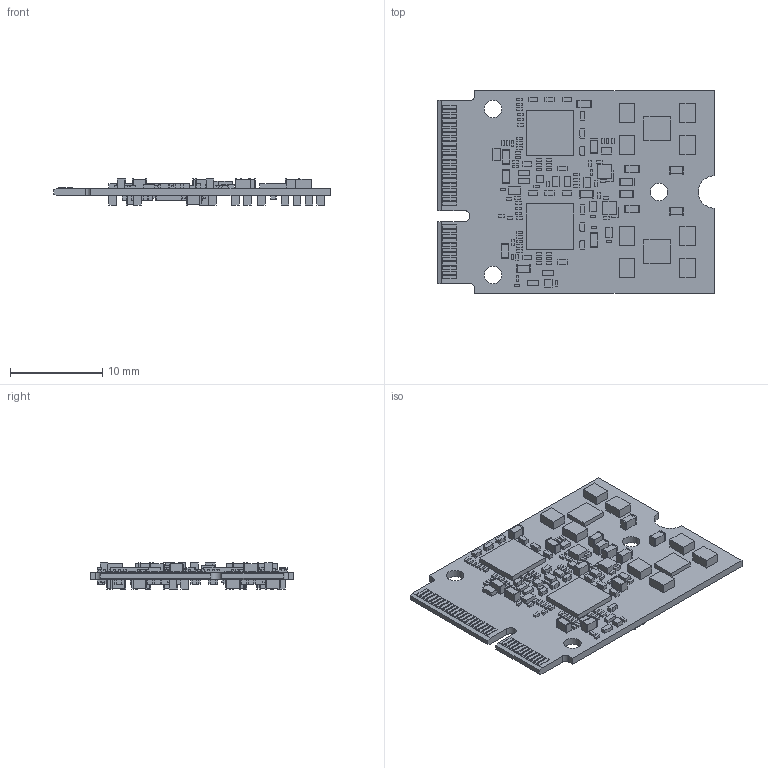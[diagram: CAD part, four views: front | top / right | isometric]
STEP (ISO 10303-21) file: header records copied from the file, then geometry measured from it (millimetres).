
FILE_DESCRIPTION(/* description */ ('STEP AP242','CAx-IF Rec.Pracs.---Representation and Presentation of Product Manufacturing Information (PMI)---4.0---2014-10-13','CAx-IF Rec.Pracs.---3D Tessellated Geometry---0.4---2014-09-14','2;1'),/* implementation_level */ '2;1');
FILE_NAME(/* name */ '6238da74e625e84a354680d1',/* time_stamp */ '2022-03-21T20:05:13+00:00',/* author */ (''),/* organization */ (''),/* preprocessor_version */ 'ST-DEVELOPER v18.101',/* originating_system */ ' ',/* authorisation */ ' ');
FILE_SCHEMA (('AP242_MANAGED_MODEL_BASED_3D_ENGINEERING_MIM_LF { 1 0 10303 442 1 1 4 }'));
Length unit declared in the file: metre
Products named in the file (237): M2 Accelerator Dual Edge TPU
Bounding box: 30 x 22 x 2.83 mm (x, y, z)
Volume: 664.9 mm3; surface area: 2343 mm2
Topology: 237 solids, 237 shells, 2019 faces, 4803 edges, 3258 vertices
Faces by surface type: plane 2012, cylinder 7
Full cylindrical faces by diameter (mm): 1.9 x3
Entity records: 64012 total; most frequent: CARTESIAN_POINT 11574, ORIENTED_EDGE 9600, DIRECTION 8906, EDGE_CURVE 4800, LINE 4366, VECTOR 4366, VERTEX_POINT 3258, AXIS2_PLACEMENT_3D 2270
